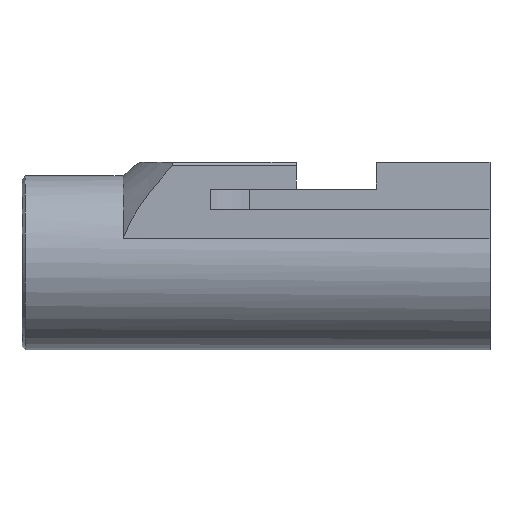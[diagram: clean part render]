
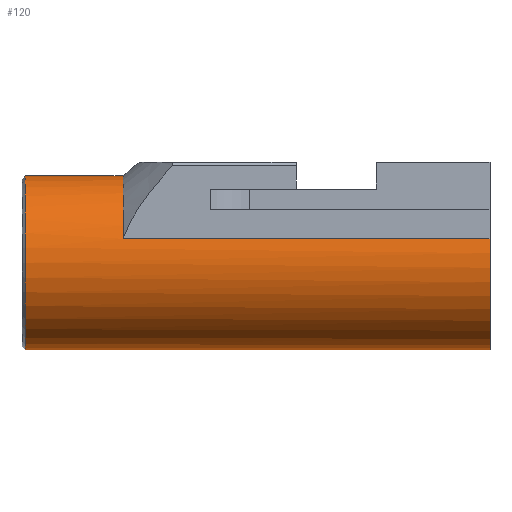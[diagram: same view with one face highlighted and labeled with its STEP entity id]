
A CAD part, front view. The second image highlights one B-rep face of the part: STEP entity #120.
In plain terms, the highlighted cylindrical face has radius 13 mm (diameter 26 mm), a full revolution.
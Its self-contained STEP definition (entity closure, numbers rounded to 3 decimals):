
#120=ADVANCED_FACE('',(#366,#368),#370,.T.);
#366=FACE_BOUND('',#367,.T.);
#367=EDGE_LOOP('',(#552,#553,#554,#555,#556));
#368=FACE_OUTER_BOUND('',#369,.T.);
#369=EDGE_LOOP('',(#557));
#370=CYLINDRICAL_SURFACE('',#371,13.);
#371=AXIS2_PLACEMENT_3D('',#372,#373,#374);
#372=CARTESIAN_POINT('',(-35.,0.,0.));
#373=DIRECTION('',(1.,0.,0.));
#374=DIRECTION('',(0.,1.,0.));
#552=ORIENTED_EDGE('',*,*,#645,.F.);
#553=ORIENTED_EDGE('',*,*,#666,.F.);
#554=ORIENTED_EDGE('',*,*,#670,.T.);
#555=ORIENTED_EDGE('',*,*,#671,.T.);
#556=ORIENTED_EDGE('',*,*,#672,.F.);
#557=ORIENTED_EDGE('',*,*,#673,.T.);
#645=EDGE_CURVE('',#711,#713,#714,.T.);
#666=EDGE_CURVE('',#751,#711,#753,.T.);
#670=EDGE_CURVE('',#751,#759,#760,.T.);
#671=EDGE_CURVE('',#759,#761,#762,.T.);
#672=EDGE_CURVE('',#713,#761,#763,.F.);
#673=EDGE_CURVE('',#764,#764,#765,.T.);
#711=VERTEX_POINT('',#827);
#713=VERTEX_POINT('',#831);
#714=CIRCLE('',#832,13.);
#751=VERTEX_POINT('',#917);
#753=LINE('',#959,#960);
#759=VERTEX_POINT('',#973);
#760=CIRCLE('',#974,13.);
#761=VERTEX_POINT('',#978);
#762=CIRCLE('',#979,13.);
#763=LINE('',#983,#984);
#764=VERTEX_POINT('',#986);
#765=CIRCLE('',#987,13.);
#827=CARTESIAN_POINT('',(35.,-12.5,3.571));
#831=CARTESIAN_POINT('',(35.,12.5,3.571));
#832=AXIS2_PLACEMENT_3D('',#833,#834,#835);
#833=CARTESIAN_POINT('',(35.,0.,0.));
#834=DIRECTION('',(1.,0.,0.));
#835=DIRECTION('',(0.,-0.962,0.275));
#917=CARTESIAN_POINT('',(-19.884,-12.5,3.571));
#959=CARTESIAN_POINT('',(-19.884,-12.5,3.571));
#960=VECTOR('',#961,1.);
#961=DIRECTION('',(1.,0.,0.));
#973=CARTESIAN_POINT('',(-19.884,0.,13.));
#974=AXIS2_PLACEMENT_3D('',#975,#976,#977);
#975=CARTESIAN_POINT('',(-19.884,0.,0.));
#976=DIRECTION('',(-1.,0.,0.));
#977=DIRECTION('',(0.,-0.962,0.275));
#978=CARTESIAN_POINT('',(-19.884,12.5,3.571));
#979=AXIS2_PLACEMENT_3D('',#980,#981,#982);
#980=CARTESIAN_POINT('',(-19.884,0.,0.));
#981=DIRECTION('',(-1.,0.,0.));
#982=DIRECTION('',(0.,0.,1.));
#983=CARTESIAN_POINT('',(-19.884,12.5,3.571));
#984=VECTOR('',#985,1.);
#985=DIRECTION('',(1.,0.,0.));
#986=CARTESIAN_POINT('',(-34.5,0.,13.));
#987=AXIS2_PLACEMENT_3D('',#988,#989,#990);
#988=CARTESIAN_POINT('',(-34.5,0.,0.));
#989=DIRECTION('',(1.,0.,0.));
#990=DIRECTION('',(0.,0.,1.));
